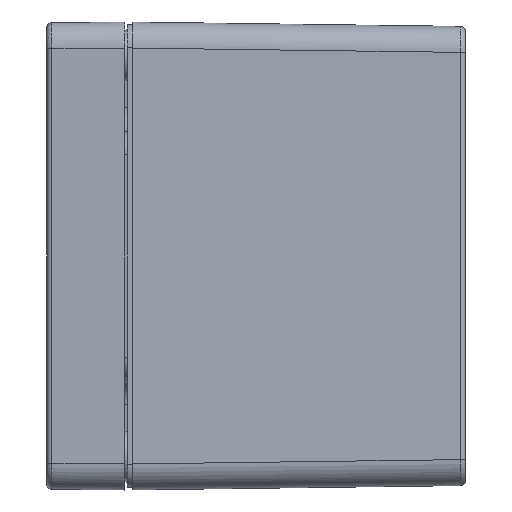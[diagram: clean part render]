
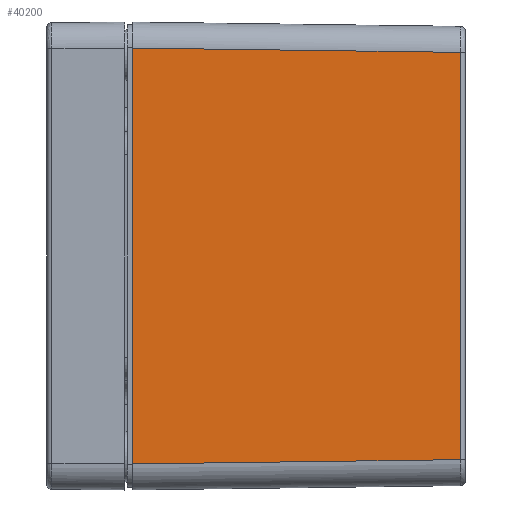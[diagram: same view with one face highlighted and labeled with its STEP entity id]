
A CAD part, left-side view. The second image highlights one B-rep face of the part: STEP entity #40200.
In plain terms, the highlighted planar face has unit normal (-1, -0.013, 0).
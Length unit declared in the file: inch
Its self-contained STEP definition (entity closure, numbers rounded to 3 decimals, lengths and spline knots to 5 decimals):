
#891 = LINE ( 'NONE', #12705, #11111 ) ;
#992 = CARTESIAN_POINT ( 'NONE',  ( -0.50043, -0.03937, 2.86853 ) ) ;
#1604 = DIRECTION ( 'NONE',  ( -0.013, 1., -0.013 ) ) ;
#3088 = LINE ( 'NONE', #3616, #22634 ) ;
#3159 = VERTEX_POINT ( 'NONE', #10372 ) ;
#3525 = EDGE_LOOP ( 'NONE', ( #43622, #46913, #25031, #45091 ) ) ;
#3616 = CARTESIAN_POINT ( 'NONE',  ( -0.46795, -2.5202, 0.4084 ) ) ;
#4101 = VERTEX_POINT ( 'NONE', #11709 ) ;
#5119 = CARTESIAN_POINT ( 'NONE',  ( -0.50057, -0.02834, -0.28022 ) ) ;
#7484 = VERTEX_POINT ( 'NONE', #992 ) ;
#9648 = LINE ( 'NONE', #50428, #25333 ) ;
#10372 = CARTESIAN_POINT ( 'NONE',  ( -0.46795, -2.5202, 2.83606 ) ) ;
#11111 = VECTOR ( 'NONE', #37631, 39.37008 ) ;
#11709 = CARTESIAN_POINT ( 'NONE',  ( -0.50043, -0.03937, -0.28008 ) ) ;
#12705 = CARTESIAN_POINT ( 'NONE',  ( -0.50043, -0.03937, -0.47743 ) ) ;
#15360 = VECTOR ( 'NONE', #1604, 39.37008 ) ;
#20469 = PLANE ( 'NONE',  #38186 ) ;
#22634 = VECTOR ( 'NONE', #28023, 39.37008 ) ;
#25031 = ORIENTED_EDGE ( 'NONE', *, *, #50193, .T. ) ;
#25333 = VECTOR ( 'NONE', #35123, 39.37008 ) ;
#26492 = CARTESIAN_POINT ( 'NONE',  ( -0.46795, -2.5202, -0.2476 ) ) ;
#28023 = DIRECTION ( 'NONE',  ( 0., 0., -1. ) ) ;
#28262 = CARTESIAN_POINT ( 'NONE',  ( -0.50095, 0., -0.47743 ) ) ;
#29091 = VERTEX_POINT ( 'NONE', #26492 ) ;
#32317 = FACE_OUTER_BOUND ( 'NONE', #3525, .T. ) ;
#35123 = DIRECTION ( 'NONE',  ( -0.013, 1., 0.013 ) ) ;
#36843 = DIRECTION ( 'NONE',  ( -1., -0.013, 0. ) ) ;
#37631 = DIRECTION ( 'NONE',  ( 0., 0., -1. ) ) ;
#38186 = AXIS2_PLACEMENT_3D ( 'NONE', #28262, #36843, #46203 ) ;
#40200 = ADVANCED_FACE ( 'NONE', ( #32317 ), #20469, .T. ) ;
#43555 = EDGE_CURVE ( 'NONE', #3159, #29091, #3088, .T. ) ;
#43622 = ORIENTED_EDGE ( 'NONE', *, *, #43555, .F. ) ;
#44635 = EDGE_CURVE ( 'NONE', #3159, #7484, #9648, .T. ) ;
#45091 = ORIENTED_EDGE ( 'NONE', *, *, #51580, .F. ) ;
#46203 = DIRECTION ( 'NONE',  ( -0.013, 1., 0. ) ) ;
#46913 = ORIENTED_EDGE ( 'NONE', *, *, #44635, .T. ) ;
#50169 = LINE ( 'NONE', #5119, #15360 ) ;
#50193 = EDGE_CURVE ( 'NONE', #7484, #4101, #891, .T. ) ;
#50428 = CARTESIAN_POINT ( 'NONE',  ( -0.46795, -2.5202, 2.83606 ) ) ;
#51580 = EDGE_CURVE ( 'NONE', #29091, #4101, #50169, .T. ) ;
